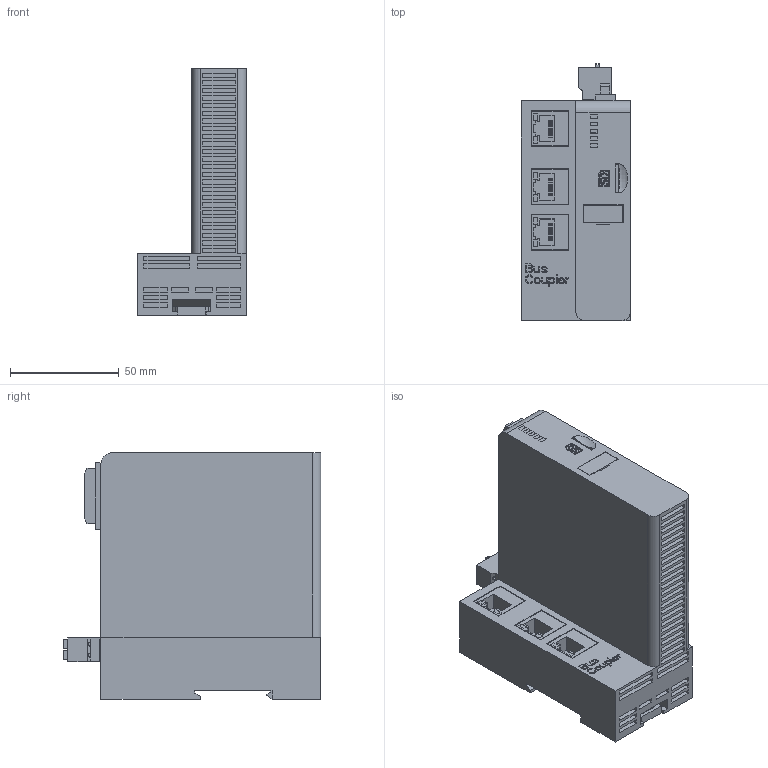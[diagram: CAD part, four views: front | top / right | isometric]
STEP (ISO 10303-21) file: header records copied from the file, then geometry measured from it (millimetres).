
FILE_DESCRIPTION((''),'2;1');
FILE_NAME('1547549136635_ASM','2019-01-15T',('SESA95978'),('Schneider-Electric'),'PRO/ENGINEER BY PARAMETRIC TECHNOLOGY CORPORATION, 2015440','PRO/ENGINEER BY PARAMETRIC TECHNOLOGY CORPORATION, 2015440','');
FILE_SCHEMA(('AUTOMOTIVE_DESIGN { 1 0 10303 214 1 1 1 1 }'));
Length unit declared in the file: millimetre
Products named in the file (4): TPRBCEIP-3D_PRT0001; TPRBCEIP-3D_PHA3704401_PRT_1; TPRBCEIP-3D_ASM; 1547549136635_ASM
Assembly tree (3 placements, depth 3):
  1547549136635_ASM
    TPRBCEIP-3D_ASM
      TPRBCEIP-3D_PRT0001
      TPRBCEIP-3D_PHA3704401_PRT_1
Bounding box: 50.1 x 118.21 x 113.22 mm (x, y, z)
Volume: 339367.2 mm3; surface area: 63913.6 mm2
Topology: 2 solids, 2 shells, 1218 faces, 3224 edges, 2146 vertices
Faces by surface type: plane 1187, cylinder 30, torus 1
Entity records: 50874 total; most frequent: CARTESIAN_POINT 6665, ORIENTED_EDGE 6448, DIRECTION 5730, PRESENTATION_STYLE_ASSIGNMENT 3520, STYLED_ITEM 3226, CURVE_STYLE 3224, EDGE_CURVE 3224, VECTOR 3154
